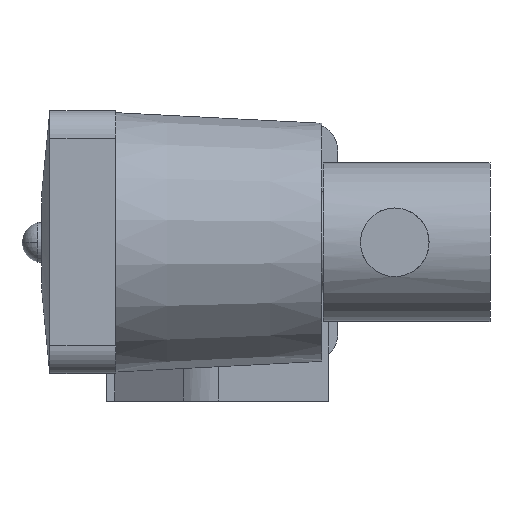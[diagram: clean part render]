
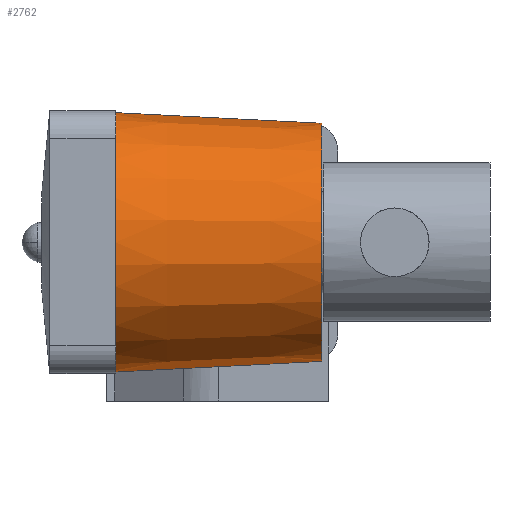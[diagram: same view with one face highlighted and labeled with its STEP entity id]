
A CAD part, left-side view. The second image highlights one B-rep face of the part: STEP entity #2762.
In plain terms, the highlighted conical face has half-angle 2.943 degrees and reference radius 30 mm.
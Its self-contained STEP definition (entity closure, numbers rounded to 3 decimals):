
#30 = LINE ( 'NONE', #52, #938 ) ;
#52 = CARTESIAN_POINT ( 'NONE',  ( 0., 7.5, 30. ) ) ;
#122 = ORIENTED_EDGE ( 'NONE', *, *, #2732, .T. ) ;
#275 = CONICAL_SURFACE ( 'NONE', #2703, 30., 0.051 ) ;
#279 = DIRECTION ( 'NONE',  ( 0., 1., 0. ) ) ;
#368 = CIRCLE ( 'NONE', #1595, 32.673 ) ;
#474 = CARTESIAN_POINT ( 'NONE',  ( 0., 59.5, 0. ) ) ;
#498 = DIRECTION ( 'NONE',  ( 0., 0., 1. ) ) ;
#535 = EDGE_CURVE ( 'NONE', #2695, #2929, #368, .T. ) ;
#581 = ORIENTED_EDGE ( 'NONE', *, *, #693, .F. ) ;
#693 = EDGE_CURVE ( 'NONE', #2271, #2695, #1501, .T. ) ;
#789 = DIRECTION ( 'NONE',  ( 0., -1., 0. ) ) ;
#827 = VERTEX_POINT ( 'NONE', #2761 ) ;
#909 = AXIS2_PLACEMENT_3D ( 'NONE', #2743, #789, #2006 ) ;
#912 = EDGE_LOOP ( 'NONE', ( #581, #1966, #122, #2381 ) ) ;
#938 = VECTOR ( 'NONE', #1218, 1000. ) ;
#947 = EDGE_CURVE ( 'NONE', #827, #2271, #2285, .T. ) ;
#1218 = DIRECTION ( 'NONE',  ( 0., 0.999, 0.051 ) ) ;
#1290 = DIRECTION ( 'NONE',  ( 0., 0.999, -0.051 ) ) ;
#1501 = LINE ( 'NONE', #2445, #1654 ) ;
#1595 = AXIS2_PLACEMENT_3D ( 'NONE', #474, #3138, #2110 ) ;
#1654 = VECTOR ( 'NONE', #1290, 1000. ) ;
#1966 = ORIENTED_EDGE ( 'NONE', *, *, #947, .F. ) ;
#2006 = DIRECTION ( 'NONE',  ( 0., 0., -1. ) ) ;
#2110 = DIRECTION ( 'NONE',  ( 0., 0., -1. ) ) ;
#2159 = CARTESIAN_POINT ( 'NONE',  ( 0., 7.5, -30. ) ) ;
#2271 = VERTEX_POINT ( 'NONE', #2159 ) ;
#2285 = CIRCLE ( 'NONE', #909, 30. ) ;
#2381 = ORIENTED_EDGE ( 'NONE', *, *, #535, .F. ) ;
#2426 = FACE_OUTER_BOUND ( 'NONE', #912, .T. ) ;
#2445 = CARTESIAN_POINT ( 'NONE',  ( 0., 7.5, -30. ) ) ;
#2667 = CARTESIAN_POINT ( 'NONE',  ( 0., 59.5, -32.673 ) ) ;
#2695 = VERTEX_POINT ( 'NONE', #2667 ) ;
#2703 = AXIS2_PLACEMENT_3D ( 'NONE', #2934, #279, #498 ) ;
#2732 = EDGE_CURVE ( 'NONE', #827, #2929, #30, .T. ) ;
#2743 = CARTESIAN_POINT ( 'NONE',  ( 0., 7.5, 0. ) ) ;
#2761 = CARTESIAN_POINT ( 'NONE',  ( 0., 7.5, 30. ) ) ;
#2762 = ADVANCED_FACE ( 'NONE', ( #2426 ), #275, .T. ) ;
#2861 = CARTESIAN_POINT ( 'NONE',  ( 0., 59.5, 32.673 ) ) ;
#2929 = VERTEX_POINT ( 'NONE', #2861 ) ;
#2934 = CARTESIAN_POINT ( 'NONE',  ( 0., 7.5, 0. ) ) ;
#3138 = DIRECTION ( 'NONE',  ( 0., 1., 0. ) ) ;
